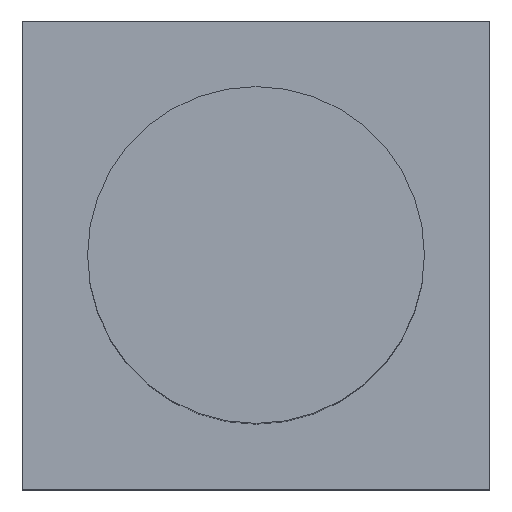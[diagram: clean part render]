
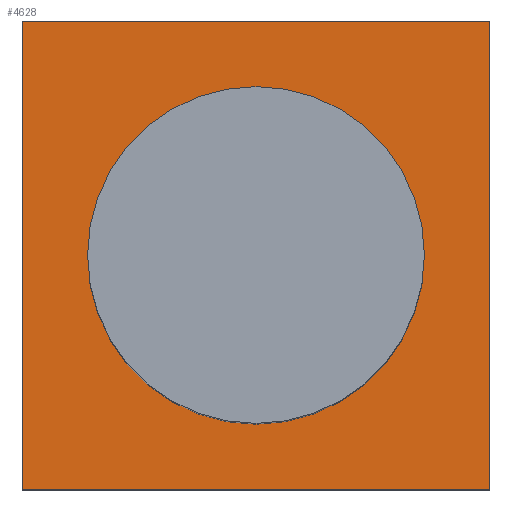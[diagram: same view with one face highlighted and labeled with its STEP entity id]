
A CAD part, top view. The second image highlights one B-rep face of the part: STEP entity #4628.
In plain terms, the highlighted planar face has unit normal (0, 0, 1).
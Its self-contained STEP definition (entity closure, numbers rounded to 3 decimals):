
#4441 = VERTEX_POINT('',#4442);
#4442 = CARTESIAN_POINT('',(3.75,-3.75,8.45));
#4450 = VERTEX_POINT('',#4451);
#4451 = CARTESIAN_POINT('',(3.75,3.75,8.45));
#4457 = EDGE_CURVE('',#4441,#4450,#4458,.T.);
#4458 = LINE('',#4459,#4460);
#4459 = CARTESIAN_POINT('',(3.75,-3.75,8.45));
#4460 = VECTOR('',#4461,1.);
#4461 = DIRECTION('',(0.,1.,0.));
#4472 = VERTEX_POINT('',#4473);
#4473 = CARTESIAN_POINT('',(-3.75,-3.75,8.45));
#4481 = EDGE_CURVE('',#4472,#4441,#4482,.T.);
#4482 = LINE('',#4483,#4484);
#4483 = CARTESIAN_POINT('',(-3.75,-3.75,8.45));
#4484 = VECTOR('',#4485,1.);
#4485 = DIRECTION('',(1.,0.,0.));
#4496 = VERTEX_POINT('',#4497);
#4497 = CARTESIAN_POINT('',(-3.75,3.75,8.45));
#4505 = EDGE_CURVE('',#4496,#4472,#4506,.T.);
#4506 = LINE('',#4507,#4508);
#4507 = CARTESIAN_POINT('',(-3.75,3.75,8.45));
#4508 = VECTOR('',#4509,1.);
#4509 = DIRECTION('',(0.,-1.,0.));
#4522 = EDGE_CURVE('',#4450,#4496,#4523,.T.);
#4523 = LINE('',#4524,#4525);
#4524 = CARTESIAN_POINT('',(3.75,3.75,8.45));
#4525 = VECTOR('',#4526,1.);
#4526 = DIRECTION('',(-1.,0.,0.));
#4628 = ADVANCED_FACE('',(#4629,#4635),#4646,.T.);
#4629 = FACE_BOUND('',#4630,.T.);
#4630 = EDGE_LOOP('',(#4631,#4632,#4633,#4634));
#4631 = ORIENTED_EDGE('',*,*,#4457,.T.);
#4632 = ORIENTED_EDGE('',*,*,#4522,.T.);
#4633 = ORIENTED_EDGE('',*,*,#4505,.T.);
#4634 = ORIENTED_EDGE('',*,*,#4481,.T.);
#4635 = FACE_BOUND('',#4636,.T.);
#4636 = EDGE_LOOP('',(#4637));
#4637 = ORIENTED_EDGE('',*,*,#4638,.F.);
#4638 = EDGE_CURVE('',#4639,#4639,#4641,.T.);
#4639 = VERTEX_POINT('',#4640);
#4640 = CARTESIAN_POINT('',(2.7,0.,8.45));
#4641 = CIRCLE('',#4642,2.7);
#4642 = AXIS2_PLACEMENT_3D('',#4643,#4644,#4645);
#4643 = CARTESIAN_POINT('',(0.,0.,8.45));
#4644 = DIRECTION('',(0.,0.,1.));
#4645 = DIRECTION('',(1.,0.,0.));
#4646 = PLANE('',#4647);
#4647 = AXIS2_PLACEMENT_3D('',#4648,#4649,#4650);
#4648 = CARTESIAN_POINT('',(0.,0.,8.45));
#4649 = DIRECTION('',(0.,0.,1.));
#4650 = DIRECTION('',(1.,0.,0.));
